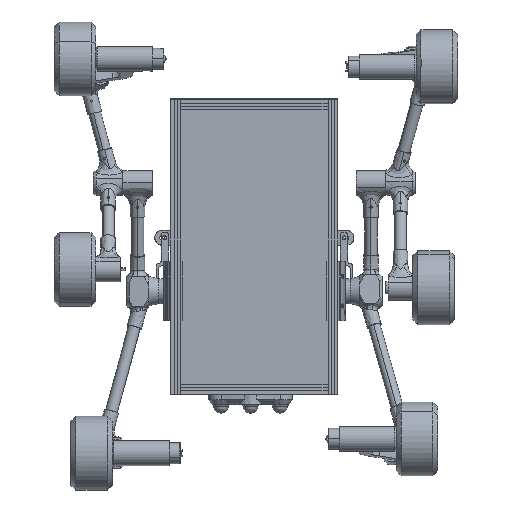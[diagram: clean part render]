
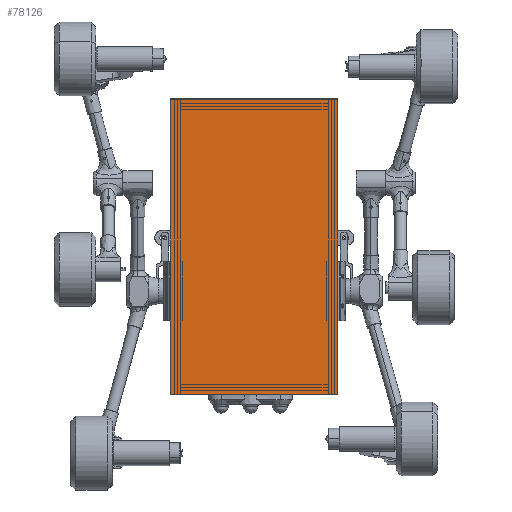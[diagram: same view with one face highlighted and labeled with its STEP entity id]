
A CAD part, front view. The second image highlights one B-rep face of the part: STEP entity #78126.
In plain terms, the highlighted free-form (B-spline) face has degree [1, 1] with [2, 2] control points.
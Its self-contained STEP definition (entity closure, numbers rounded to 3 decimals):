
#78028 = VERTEX_POINT('',#78029);
#78029 = CARTESIAN_POINT('',(224.017,-62.42,
    -352.743));
#78034 = EDGE_CURVE('',#78028,#78035,#78037,.T.);
#78035 = VERTEX_POINT('',#78036);
#78036 = CARTESIAN_POINT('',(-207.696,-62.42,
    -352.743));
#78037 = B_SPLINE_CURVE_WITH_KNOTS('',1,(#78038,#78039),.UNSPECIFIED.,
  .F.,.F.,(2,2),(0.,340.),.PIECEWISE_BEZIER_KNOTS.);
#78038 = CARTESIAN_POINT('',(224.017,-62.42,
    -352.743));
#78039 = CARTESIAN_POINT('',(-207.696,-62.42,
    -352.743));
#78062 = VERTEX_POINT('',#78063);
#78063 = CARTESIAN_POINT('',(224.017,-62.42,
    409.104));
#78068 = EDGE_CURVE('',#78062,#78028,#78069,.T.);
#78069 = B_SPLINE_CURVE_WITH_KNOTS('',1,(#78070,#78071),.UNSPECIFIED.,
  .F.,.F.,(2,2),(0.,600.),.PIECEWISE_BEZIER_KNOTS.);
#78070 = CARTESIAN_POINT('',(224.017,-62.42,
    409.104));
#78071 = CARTESIAN_POINT('',(224.017,-62.42,
    -352.743));
#78090 = VERTEX_POINT('',#78091);
#78091 = CARTESIAN_POINT('',(-207.696,-62.42,
    409.104));
#78096 = EDGE_CURVE('',#78090,#78062,#78097,.T.);
#78097 = B_SPLINE_CURVE_WITH_KNOTS('',1,(#78098,#78099),.UNSPECIFIED.,
  .F.,.F.,(2,2),(-340.,0.),.PIECEWISE_BEZIER_KNOTS.);
#78098 = CARTESIAN_POINT('',(-207.696,-62.42,
    409.104));
#78099 = CARTESIAN_POINT('',(224.017,-62.42,
    409.104));
#78116 = EDGE_CURVE('',#78035,#78090,#78117,.T.);
#78117 = B_SPLINE_CURVE_WITH_KNOTS('',1,(#78118,#78119),.UNSPECIFIED.,
  .F.,.F.,(2,2),(-600.,-0.),.PIECEWISE_BEZIER_KNOTS.);
#78118 = CARTESIAN_POINT('',(-207.696,-62.42,
    -352.743));
#78119 = CARTESIAN_POINT('',(-207.696,-62.42,
    409.104));
#78126 = ADVANCED_FACE('',(#78127),#78133,.T.);
#78127 = FACE_BOUND('',#78128,.T.);
#78128 = EDGE_LOOP('',(#78129,#78130,#78131,#78132));
#78129 = ORIENTED_EDGE('',*,*,#78034,.F.);
#78130 = ORIENTED_EDGE('',*,*,#78068,.F.);
#78131 = ORIENTED_EDGE('',*,*,#78096,.F.);
#78132 = ORIENTED_EDGE('',*,*,#78116,.F.);
#78133 = B_SPLINE_SURFACE_WITH_KNOTS('',1,1,(
    (#78134,#78135)
    ,(#78136,#78137
  )),.UNSPECIFIED.,.F.,.F.,.F.,(2,2),(2,2),(-170.,170.),(-300.,300.),
  .PIECEWISE_BEZIER_KNOTS.);
#78134 = CARTESIAN_POINT('',(224.017,-62.42,
    409.104));
#78135 = CARTESIAN_POINT('',(224.017,-62.42,
    -352.743));
#78136 = CARTESIAN_POINT('',(-207.696,-62.42,
    409.104));
#78137 = CARTESIAN_POINT('',(-207.696,-62.42,
    -352.743));
